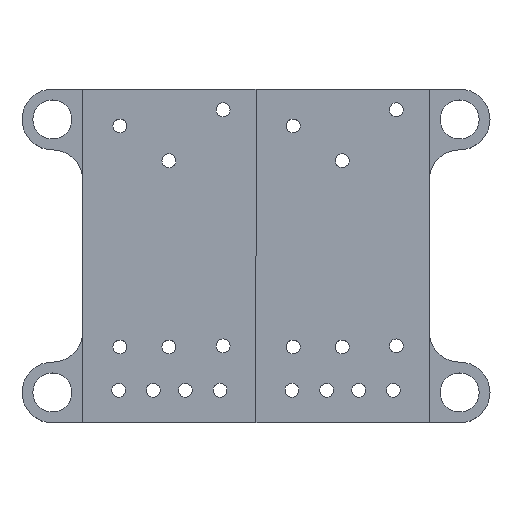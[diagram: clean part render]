
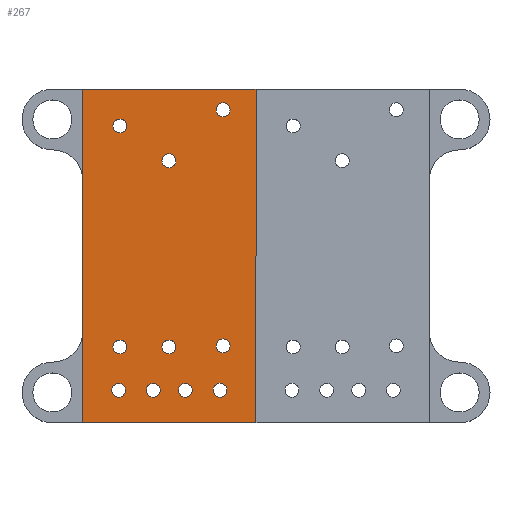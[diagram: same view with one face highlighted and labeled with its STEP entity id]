
A CAD part, top view. The second image highlights one B-rep face of the part: STEP entity #267.
In plain terms, the highlighted planar face has unit normal (0, 0, 1).
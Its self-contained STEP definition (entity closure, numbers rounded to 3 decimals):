
#267=ADVANCED_FACE('',(#316,#318,#320,#322,#324,#326,#328,#330,#332,#334,#336),#338,
.T.);
#316=FACE_BOUND('',#317,.T.);
#317=EDGE_LOOP('',(#530,#531,#532,#533));
#318=FACE_BOUND('',#319,.T.);
#319=EDGE_LOOP('',(#534));
#320=FACE_BOUND('',#321,.T.);
#321=EDGE_LOOP('',(#535));
#322=FACE_BOUND('',#323,.T.);
#323=EDGE_LOOP('',(#536));
#324=FACE_BOUND('',#325,.T.);
#325=EDGE_LOOP('',(#537));
#326=FACE_BOUND('',#327,.T.);
#327=EDGE_LOOP('',(#538));
#328=FACE_BOUND('',#329,.T.);
#329=EDGE_LOOP('',(#539));
#330=FACE_BOUND('',#331,.T.);
#331=EDGE_LOOP('',(#540));
#332=FACE_BOUND('',#333,.T.);
#333=EDGE_LOOP('',(#541));
#334=FACE_BOUND('',#335,.T.);
#335=EDGE_LOOP('',(#542));
#336=FACE_BOUND('',#337,.T.);
#337=EDGE_LOOP('',(#543));
#338=PLANE('',#339);
#339=AXIS2_PLACEMENT_3D('',#340,#341,#342);
#340=CARTESIAN_POINT('',(0.,0.,2.));
#341=DIRECTION('',(0.,0.,1.));
#342=DIRECTION('',(-1.,0.,0.));
#530=ORIENTED_EDGE('',*,*,#622,.T.);
#531=ORIENTED_EDGE('',*,*,#623,.T.);
#532=ORIENTED_EDGE('',*,*,#624,.T.);
#533=ORIENTED_EDGE('',*,*,#625,.T.);
#534=ORIENTED_EDGE('',*,*,#626,.T.);
#535=ORIENTED_EDGE('',*,*,#627,.T.);
#536=ORIENTED_EDGE('',*,*,#628,.T.);
#537=ORIENTED_EDGE('',*,*,#629,.T.);
#538=ORIENTED_EDGE('',*,*,#630,.T.);
#539=ORIENTED_EDGE('',*,*,#631,.T.);
#540=ORIENTED_EDGE('',*,*,#632,.T.);
#541=ORIENTED_EDGE('',*,*,#633,.T.);
#542=ORIENTED_EDGE('',*,*,#634,.T.);
#543=ORIENTED_EDGE('',*,*,#635,.T.);
#622=EDGE_CURVE('',#682,#683,#684,.T.);
#623=EDGE_CURVE('',#683,#685,#686,.T.);
#624=EDGE_CURVE('',#685,#687,#688,.T.);
#625=EDGE_CURVE('',#687,#682,#689,.T.);
#626=EDGE_CURVE('',#690,#690,#691,.F.);
#627=EDGE_CURVE('',#692,#692,#693,.F.);
#628=EDGE_CURVE('',#694,#694,#695,.F.);
#629=EDGE_CURVE('',#696,#696,#697,.F.);
#630=EDGE_CURVE('',#698,#698,#699,.F.);
#631=EDGE_CURVE('',#700,#700,#701,.F.);
#632=EDGE_CURVE('',#702,#702,#703,.F.);
#633=EDGE_CURVE('',#704,#704,#705,.F.);
#634=EDGE_CURVE('',#706,#706,#707,.F.);
#635=EDGE_CURVE('',#708,#708,#709,.F.);
#682=VERTEX_POINT('',#804);
#683=VERTEX_POINT('',#805);
#684=LINE('',#806,#807);
#685=VERTEX_POINT('',#809);
#686=LINE('',#810,#811);
#687=VERTEX_POINT('',#813);
#688=LINE('',#814,#815);
#689=LINE('',#817,#818);
#690=VERTEX_POINT('',#820);
#691=CIRCLE('',#821,0.8);
#692=VERTEX_POINT('',#825);
#693=CIRCLE('',#826,0.8);
#694=VERTEX_POINT('',#830);
#695=CIRCLE('',#831,0.8);
#696=VERTEX_POINT('',#835);
#697=CIRCLE('',#836,0.8);
#698=VERTEX_POINT('',#840);
#699=CIRCLE('',#841,0.8);
#700=VERTEX_POINT('',#845);
#701=CIRCLE('',#846,0.8);
#702=VERTEX_POINT('',#850);
#703=CIRCLE('',#851,0.8);
#704=VERTEX_POINT('',#855);
#705=CIRCLE('',#856,0.8);
#706=VERTEX_POINT('',#860);
#707=CIRCLE('',#861,0.8);
#708=VERTEX_POINT('',#865);
#709=CIRCLE('',#866,0.8);
#804=CARTESIAN_POINT('',(-10.,19.25,2.));
#805=CARTESIAN_POINT('',(-10.,-19.25,2.));
#806=CARTESIAN_POINT('',(-10.,19.25,2.));
#807=VECTOR('',#808,1.);
#808=DIRECTION('',(0.,-1.,0.));
#809=CARTESIAN_POINT('',(10.,-19.25,2.));
#810=CARTESIAN_POINT('',(-10.,-19.25,2.));
#811=VECTOR('',#812,1.);
#812=DIRECTION('',(1.,0.,0.));
#813=CARTESIAN_POINT('',(10.,19.25,2.));
#814=CARTESIAN_POINT('',(10.,-19.25,2.));
#815=VECTOR('',#816,1.);
#816=DIRECTION('',(0.,1.,0.));
#817=CARTESIAN_POINT('',(10.,19.25,2.));
#818=VECTOR('',#819,1.);
#819=DIRECTION('',(-1.,0.,0.));
#820=CARTESIAN_POINT('',(-5.4,-16.875,2.));
#821=AXIS2_PLACEMENT_3D('',#822,#823,#824);
#822=CARTESIAN_POINT('',(-6.2,-16.875,2.));
#823=DIRECTION('',(0.,0.,1.));
#824=DIRECTION('',(1.,0.,0.));
#825=CARTESIAN_POINT('',(0.85,-11.,2.));
#826=AXIS2_PLACEMENT_3D('',#827,#828,#829);
#827=CARTESIAN_POINT('',(0.05,-11.,2.));
#828=DIRECTION('',(0.,0.,1.));
#829=DIRECTION('',(1.,0.,0.));
#830=CARTESIAN_POINT('',(1.05,15.5,2.));
#831=AXIS2_PLACEMENT_3D('',#832,#833,#834);
#832=CARTESIAN_POINT('',(1.85,15.5,2.));
#833=DIRECTION('',(0.,0.,1.));
#834=DIRECTION('',(-1.,0.,0.));
#835=CARTESIAN_POINT('',(5.05,15.5,2.));
#836=AXIS2_PLACEMENT_3D('',#837,#838,#839);
#837=CARTESIAN_POINT('',(5.85,15.5,2.));
#838=DIRECTION('',(0.,0.,1.));
#839=DIRECTION('',(-1.,0.,0.));
#840=CARTESIAN_POINT('',(-6.65,15.5,2.));
#841=AXIS2_PLACEMENT_3D('',#842,#843,#844);
#842=CARTESIAN_POINT('',(-5.85,15.5,2.));
#843=DIRECTION('',(0.,0.,1.));
#844=DIRECTION('',(-1.,0.,0.));
#845=CARTESIAN_POINT('',(-2.65,15.5,2.));
#846=AXIS2_PLACEMENT_3D('',#847,#848,#849);
#847=CARTESIAN_POINT('',(-1.85,15.5,2.));
#848=DIRECTION('',(0.,0.,1.));
#849=DIRECTION('',(-1.,0.,0.));
#850=CARTESIAN_POINT('',(6.5,10.5,2.));
#851=AXIS2_PLACEMENT_3D('',#852,#853,#854);
#852=CARTESIAN_POINT('',(5.7,10.5,2.));
#853=DIRECTION('',(0.,0.,1.));
#854=DIRECTION('',(1.,0.,0.));
#855=CARTESIAN_POINT('',(-5.4,10.375,2.));
#856=AXIS2_PLACEMENT_3D('',#857,#858,#859);
#857=CARTESIAN_POINT('',(-6.2,10.375,2.));
#858=DIRECTION('',(0.,0.,1.));
#859=DIRECTION('',(1.,0.,0.));
#860=CARTESIAN_POINT('',(0.85,10.5,2.));
#861=AXIS2_PLACEMENT_3D('',#862,#863,#864);
#862=CARTESIAN_POINT('',(0.05,10.5,2.));
#863=DIRECTION('',(0.,0.,1.));
#864=DIRECTION('',(1.,0.,0.));
#865=CARTESIAN_POINT('',(6.5,-15.,2.));
#866=AXIS2_PLACEMENT_3D('',#867,#868,#869);
#867=CARTESIAN_POINT('',(5.7,-15.,2.));
#868=DIRECTION('',(0.,0.,1.));
#869=DIRECTION('',(1.,0.,0.));
